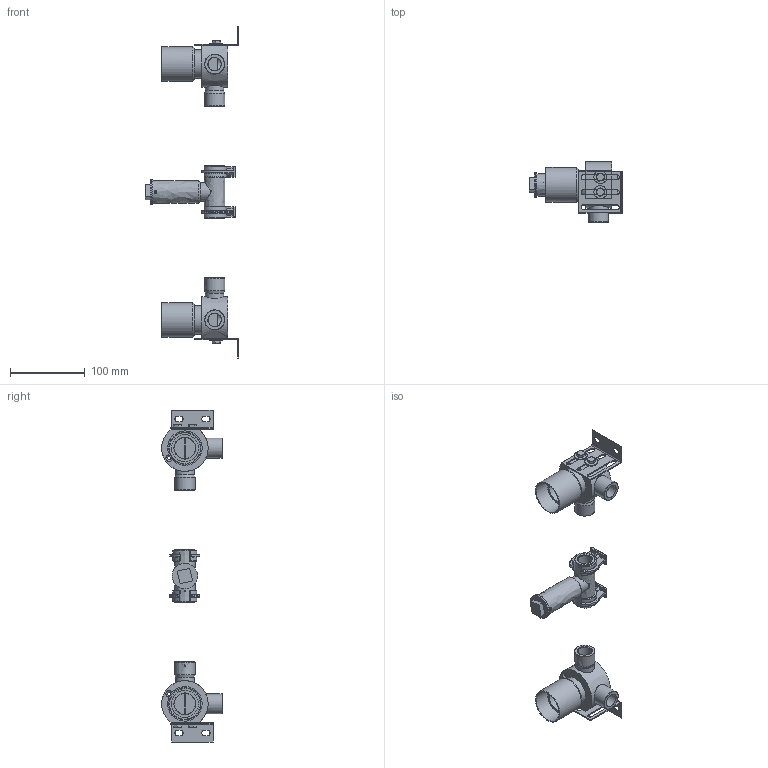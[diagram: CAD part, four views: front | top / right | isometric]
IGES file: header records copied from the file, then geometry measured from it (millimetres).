
Global section: file name: V218-AIS; native system: Autodesk Inventor 2014; preprocessor: unknown; author: sbajwa; date: 20131028.155113; units: millimetre
Bounding box: 125.6 x 81 x 444 mm (x, y, z)
Volume: 335545.9 mm3; surface area: 164002.8 mm2
Topology: 30 solids, 30 shells, 744 faces, 1813 edges, 1096 vertices
Faces by surface type: bspline 744
